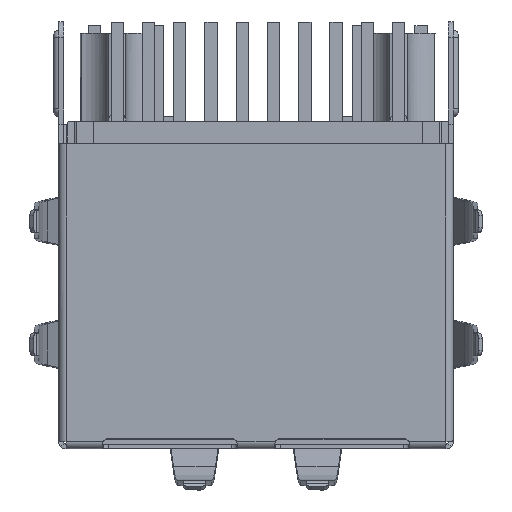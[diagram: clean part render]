
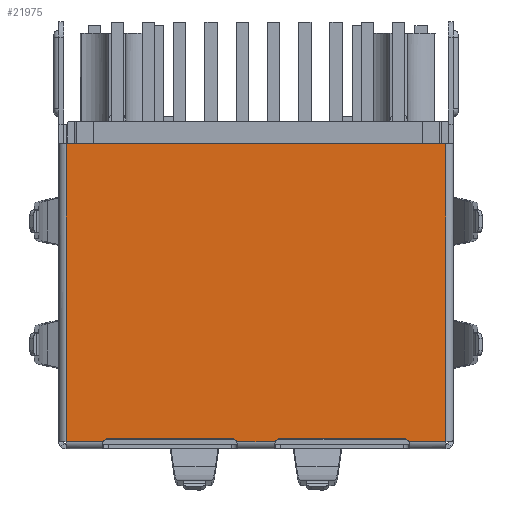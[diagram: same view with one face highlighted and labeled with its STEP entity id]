
A CAD part, left-side view. The second image highlights one B-rep face of the part: STEP entity #21975.
In plain terms, the highlighted planar face has unit normal (-1, 0, 0).
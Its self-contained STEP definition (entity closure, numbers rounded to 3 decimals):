
#409 = VECTOR ( 'NONE', #22901, 1000. ) ;
#622 = ORIENTED_EDGE ( 'NONE', *, *, #1236, .T. ) ;
#687 = CARTESIAN_POINT ( 'NONE',  ( -10.65, -1., -6.58 ) ) ;
#1236 = EDGE_CURVE ( 'NONE', #15734, #19032, #5285, .T. ) ;
#1246 = CARTESIAN_POINT ( 'NONE',  ( -10.65, 7.72, 5.65 ) ) ;
#1316 = ORIENTED_EDGE ( 'NONE', *, *, #11948, .F. ) ;
#1502 = DIRECTION ( 'NONE',  ( 1., 0., 0. ) ) ;
#1777 = CARTESIAN_POINT ( 'NONE',  ( -10.65, 6., -6.58 ) ) ;
#2120 = CARTESIAN_POINT ( 'NONE',  ( -10.65, 7.72, 5.65 ) ) ;
#2156 = ORIENTED_EDGE ( 'NONE', *, *, #5096, .T. ) ;
#2519 = CARTESIAN_POINT ( 'NONE',  ( -10.65, -1., -6.33 ) ) ;
#2637 = DIRECTION ( 'NONE',  ( 0., 0., 1. ) ) ;
#2889 = AXIS2_PLACEMENT_3D ( 'NONE', #1777, #1502, #3859 ) ;
#2937 = ORIENTED_EDGE ( 'NONE', *, *, #20487, .T. ) ;
#3203 = EDGE_CURVE ( 'NONE', #5136, #20790, #21912, .T. ) ;
#3361 = DIRECTION ( 'NONE',  ( 0., 1., 0. ) ) ;
#3435 = VECTOR ( 'NONE', #3361, 1000. ) ;
#3778 = VERTEX_POINT ( 'NONE', #2519 ) ;
#3845 = CARTESIAN_POINT ( 'NONE',  ( -10.65, 6.213, -6.45 ) ) ;
#3859 = DIRECTION ( 'NONE',  ( 0., 0., 1. ) ) ;
#4291 = DIRECTION ( 'NONE',  ( 1., 0., 0. ) ) ;
#4336 = EDGE_CURVE ( 'NONE', #19032, #5136, #13045, .T. ) ;
#4826 = CARTESIAN_POINT ( 'NONE',  ( -10.65, -7.72, 5.65 ) ) ;
#4877 = AXIS2_PLACEMENT_3D ( 'NONE', #687, #14938, #6682 ) ;
#5096 = EDGE_CURVE ( 'NONE', #24149, #11265, #6584, .T. ) ;
#5136 = VERTEX_POINT ( 'NONE', #18774 ) ;
#5285 = CIRCLE ( 'NONE', #2889, 0.25 ) ;
#5860 = AXIS2_PLACEMENT_3D ( 'NONE', #1246, #19779, #22210 ) ;
#6113 = DIRECTION ( 'NONE',  ( 0., 0., 1. ) ) ;
#6395 = CARTESIAN_POINT ( 'NONE',  ( -10.65, 6.213, -6.45 ) ) ;
#6532 = CARTESIAN_POINT ( 'NONE',  ( -10.65, 7.72, 5.65 ) ) ;
#6584 = LINE ( 'NONE', #2120, #409 ) ;
#6682 = DIRECTION ( 'NONE',  ( 0., 0., 1. ) ) ;
#6756 = CARTESIAN_POINT ( 'NONE',  ( -10.65, -0.787, -6.45 ) ) ;
#6772 = CARTESIAN_POINT ( 'NONE',  ( -10.65, 7.72, -6.33 ) ) ;
#6932 = CARTESIAN_POINT ( 'NONE',  ( -10.65, 0.787, -6.45 ) ) ;
#7119 = LINE ( 'NONE', #6395, #10025 ) ;
#7176 = ORIENTED_EDGE ( 'NONE', *, *, #4336, .T. ) ;
#8178 = CARTESIAN_POINT ( 'NONE',  ( -10.65, 7.72, -6.33 ) ) ;
#8192 = CARTESIAN_POINT ( 'NONE',  ( -10.65, -6., -6.58 ) ) ;
#8505 = CARTESIAN_POINT ( 'NONE',  ( -10.65, 1., -6.58 ) ) ;
#8517 = CARTESIAN_POINT ( 'NONE',  ( -10.65, -7.72, -6.45 ) ) ;
#8821 = EDGE_CURVE ( 'NONE', #13295, #11588, #16628, .T. ) ;
#9487 = VECTOR ( 'NONE', #22247, 1000. ) ;
#9897 = VECTOR ( 'NONE', #25753, 1000. ) ;
#9972 = EDGE_CURVE ( 'NONE', #15734, #11265, #11961, .T. ) ;
#10025 = VECTOR ( 'NONE', #20727, 1000. ) ;
#10333 = CARTESIAN_POINT ( 'NONE',  ( -10.65, 7.72, -6.45 ) ) ;
#10571 = DIRECTION ( 'NONE',  ( 0., 0., 1. ) ) ;
#10872 = ORIENTED_EDGE ( 'NONE', *, *, #26376, .F. ) ;
#11034 = CARTESIAN_POINT ( 'NONE',  ( -10.65, -6.213, -6.45 ) ) ;
#11066 = CARTESIAN_POINT ( 'NONE',  ( -10.65, -6., -6.33 ) ) ;
#11221 = ORIENTED_EDGE ( 'NONE', *, *, #21567, .T. ) ;
#11265 = VERTEX_POINT ( 'NONE', #10333 ) ;
#11588 = VERTEX_POINT ( 'NONE', #11034 ) ;
#11733 = LINE ( 'NONE', #8178, #9487 ) ;
#11948 = EDGE_CURVE ( 'NONE', #13268, #20790, #15692, .T. ) ;
#11961 = LINE ( 'NONE', #12986, #20600 ) ;
#12958 = AXIS2_PLACEMENT_3D ( 'NONE', #8505, #22851, #10571 ) ;
#12986 = CARTESIAN_POINT ( 'NONE',  ( -10.65, 6.213, -6.45 ) ) ;
#13045 = LINE ( 'NONE', #6772, #23660 ) ;
#13268 = VERTEX_POINT ( 'NONE', #6756 ) ;
#13295 = VERTEX_POINT ( 'NONE', #11066 ) ;
#13375 = CARTESIAN_POINT ( 'NONE',  ( -10.65, 6.213, -6.45 ) ) ;
#13961 = PLANE ( 'NONE',  #5860 ) ;
#14814 = ORIENTED_EDGE ( 'NONE', *, *, #3203, .T. ) ;
#14938 = DIRECTION ( 'NONE',  ( 1., 0., 0. ) ) ;
#15222 = AXIS2_PLACEMENT_3D ( 'NONE', #8192, #4291, #6113 ) ;
#15692 = LINE ( 'NONE', #13375, #3435 ) ;
#15734 = VERTEX_POINT ( 'NONE', #3845 ) ;
#15920 = CARTESIAN_POINT ( 'NONE',  ( -10.65, -7.72, 5.65 ) ) ;
#16450 = CIRCLE ( 'NONE', #4877, 0.25 ) ;
#16628 = CIRCLE ( 'NONE', #15222, 0.25 ) ;
#16958 = LINE ( 'NONE', #17603, #9897 ) ;
#17603 = CARTESIAN_POINT ( 'NONE',  ( -10.65, 7.72, 5.65 ) ) ;
#18774 = CARTESIAN_POINT ( 'NONE',  ( -10.65, 1., -6.33 ) ) ;
#19032 = VERTEX_POINT ( 'NONE', #20246 ) ;
#19622 = VERTEX_POINT ( 'NONE', #15920 ) ;
#19779 = DIRECTION ( 'NONE',  ( -1., 0., 0. ) ) ;
#20109 = EDGE_CURVE ( 'NONE', #19622, #24149, #16958, .T. ) ;
#20246 = CARTESIAN_POINT ( 'NONE',  ( -10.65, 6., -6.33 ) ) ;
#20487 = EDGE_CURVE ( 'NONE', #21644, #19622, #21748, .T. ) ;
#20600 = VECTOR ( 'NONE', #23304, 1000. ) ;
#20727 = DIRECTION ( 'NONE',  ( 0., 1., 0. ) ) ;
#20790 = VERTEX_POINT ( 'NONE', #6932 ) ;
#21567 = EDGE_CURVE ( 'NONE', #3778, #13295, #11733, .T. ) ;
#21644 = VERTEX_POINT ( 'NONE', #8517 ) ;
#21748 = LINE ( 'NONE', #4826, #26562 ) ;
#21912 = CIRCLE ( 'NONE', #12958, 0.25 ) ;
#21975 = ADVANCED_FACE ( 'NONE', ( #22434 ), #13961, .T. ) ;
#22210 = DIRECTION ( 'NONE',  ( 0., 0., 1. ) ) ;
#22247 = DIRECTION ( 'NONE',  ( 0., -1., 0. ) ) ;
#22434 = FACE_OUTER_BOUND ( 'NONE', #25326, .T. ) ;
#22706 = ORIENTED_EDGE ( 'NONE', *, *, #25701, .T. ) ;
#22851 = DIRECTION ( 'NONE',  ( 1., 0., 0. ) ) ;
#22901 = DIRECTION ( 'NONE',  ( 0., 0., -1. ) ) ;
#23179 = DIRECTION ( 'NONE',  ( 0., -1., 0. ) ) ;
#23304 = DIRECTION ( 'NONE',  ( 0., 1., 0. ) ) ;
#23660 = VECTOR ( 'NONE', #23179, 1000. ) ;
#24149 = VERTEX_POINT ( 'NONE', #6532 ) ;
#24675 = ORIENTED_EDGE ( 'NONE', *, *, #8821, .T. ) ;
#25326 = EDGE_LOOP ( 'NONE', ( #24675, #10872, #2937, #25329, #2156, #26392, #622, #7176, #14814, #1316, #22706, #11221 ) ) ;
#25329 = ORIENTED_EDGE ( 'NONE', *, *, #20109, .T. ) ;
#25701 = EDGE_CURVE ( 'NONE', #13268, #3778, #16450, .T. ) ;
#25753 = DIRECTION ( 'NONE',  ( 0., 1., 0. ) ) ;
#26376 = EDGE_CURVE ( 'NONE', #21644, #11588, #7119, .T. ) ;
#26392 = ORIENTED_EDGE ( 'NONE', *, *, #9972, .F. ) ;
#26562 = VECTOR ( 'NONE', #2637, 1000. ) ;
